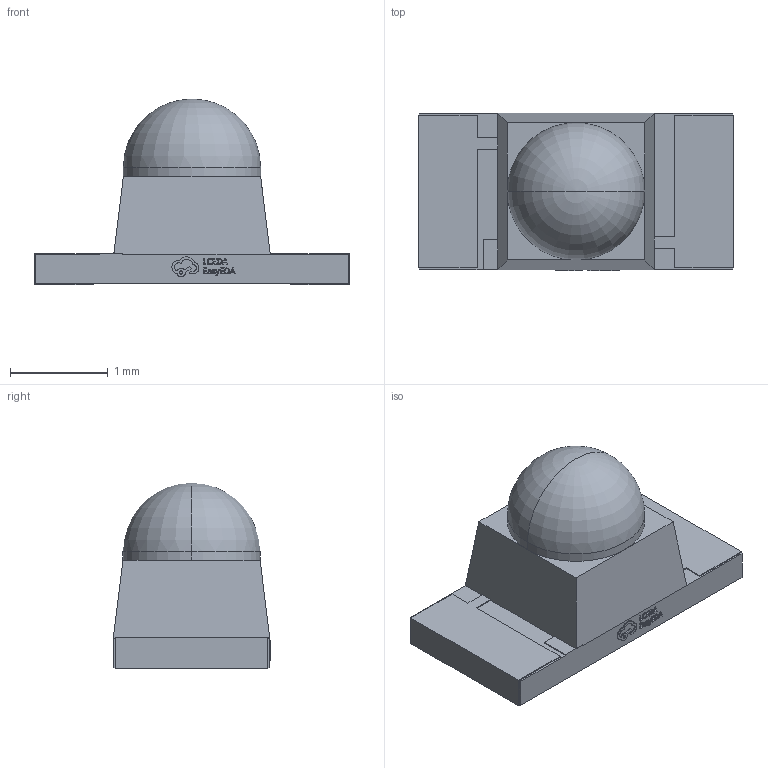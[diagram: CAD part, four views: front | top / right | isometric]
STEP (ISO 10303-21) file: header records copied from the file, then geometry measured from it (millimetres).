
FILE_DESCRIPTION (( 'STEP AP214' ), '1' );
FILE_NAME ('LED-SMD_L3.2-W1.6-H1.9.step', '2022-07-08T12:43:43', ( '' ), ( '' ), 'SwSTEP 2.0', 'SolidWorks 2020', '' );
FILE_SCHEMA (( 'AUTOMOTIVE_DESIGN' ));
Length unit declared in the file: millimetre
Products named in the file (1): LED-SMD_L3.2-W1.6-H1.9
Bounding box: 3.22 x 1.61 x 1.9 mm (x, y, z)
Volume: 4.3 mm3; surface area: 19.6 mm2
Topology: 1 solids, 1 shells, 331 faces, 898 edges, 595 vertices
Faces by surface type: plane 215, bspline 112, torus 2, cylinder 2
Entity records: 15137 total; most frequent: CARTESIAN_POINT 3929, ORIENTED_EDGE 1796, DIRECTION 1120, EDGE_CURVE 898, VECTOR 660, LINE 660, VERTEX_POINT 595, EDGE_LOOP 357
